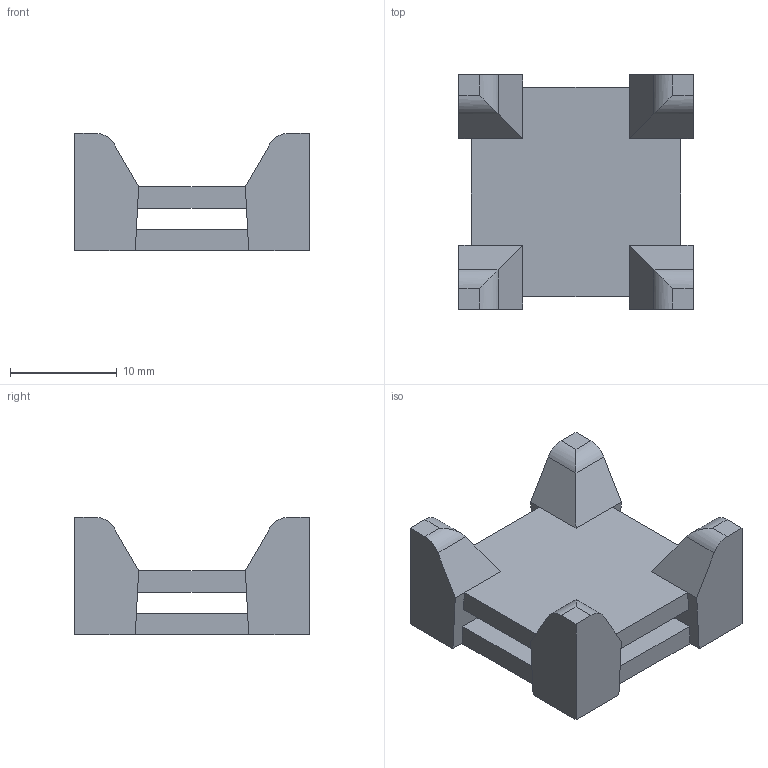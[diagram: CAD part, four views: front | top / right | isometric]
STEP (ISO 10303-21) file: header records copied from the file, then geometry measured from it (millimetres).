
FILE_DESCRIPTION (( 'STEP AP214' ), '1' );
FILE_NAME ('6821030', '2019-02-04T08:29:15', ( '' ), ('JUGARD+KÜNSTNER GmbH'), 'SwSTEP 2.0', 'SolidWorks 2017', '' );
FILE_SCHEMA (( 'AUTOMOTIVE_DESIGN' ));
Length unit declared in the file: millimetre
Products named in the file (1): KKB-10_CNAJF00
Bounding box: 22 x 22 x 11 mm (x, y, z)
Volume: 2435.1 mm3; surface area: 2322.1 mm2
Topology: 1 solids, 1 shells, 48 faces, 144 edges, 92 vertices
Faces by surface type: plane 40, cylinder 8
Entity records: 2154 total; most frequent: CARTESIAN_POINT 297, ORIENTED_EDGE 288, DIRECTION 246, EDGE_CURVE 144, LINE 132, VECTOR 132, VERTEX_POINT 92, AXIS2_PLACEMENT_3D 57
